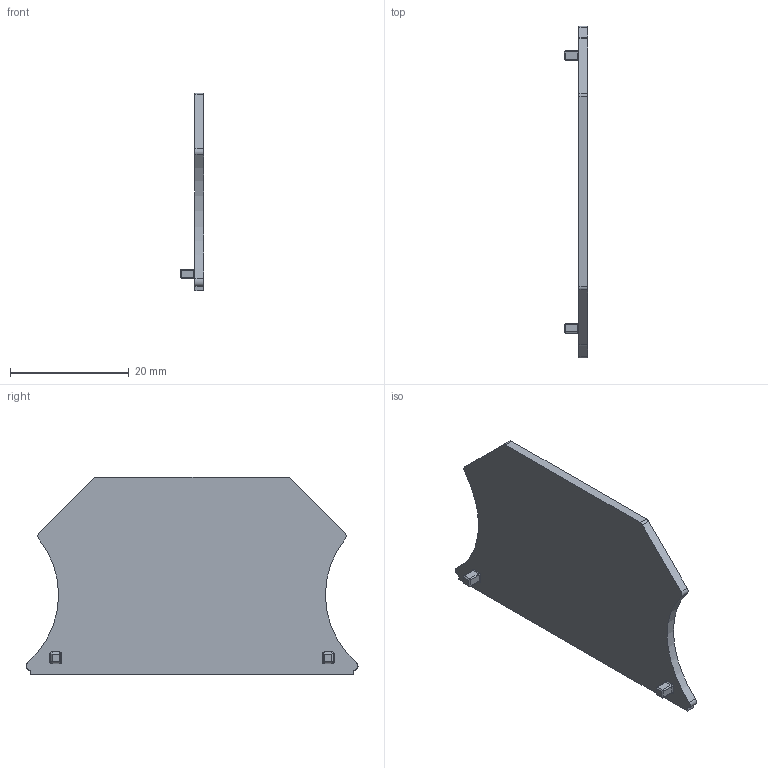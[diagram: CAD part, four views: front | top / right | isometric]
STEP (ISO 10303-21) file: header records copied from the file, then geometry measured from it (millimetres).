
FILE_DESCRIPTION(('CATIA V5 STEP Exchange','CAx-IF Rec.Pracs.--- Model Styling and Organization---1.4--- 2014-01-23'),'2;1');
FILE_NAME ('004680-2_0', '2021-03-26T13:53:27+00:00', ('none'), ('Weidmueller'), 'CATIA Version 5-6 Release 2016 SP3 HF44', 'CATIA V5 STEP AP214', 'none');
FILE_SCHEMA(('AUTOMOTIVE_DESIGN { 1 0 10303 214 1 1 1 1 }'));
Length unit declared in the file: millimetre
Products named in the file (1): 09214_WAP2.5-10
Bounding box: 3.96 x 56 x 33.35 mm (x, y, z)
Volume: 2350.5 mm3; surface area: 3396 mm2
Topology: 1 solids, 1 shells, 66 faces, 154 edges, 84 vertices
Faces by surface type: plane 26, cylinder 24, cone 8, torus 8
Entity records: 1749 total; most frequent: CARTESIAN_POINT 295, ORIENTED_EDGE 292, DIRECTION 274, EDGE_CURVE 146, AXIS2_PLACEMENT_3D 121, VECTOR 90, LINE 90, VERTEX_POINT 84
